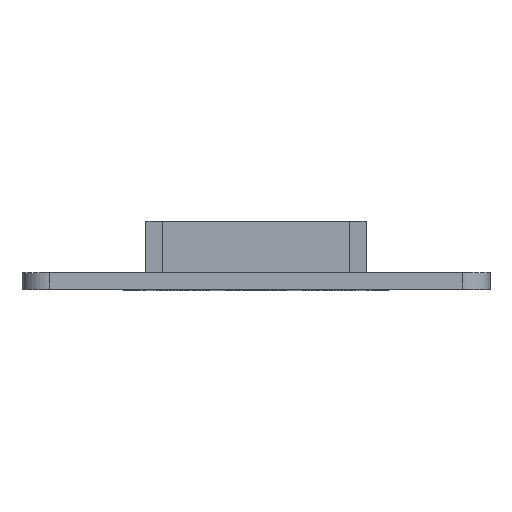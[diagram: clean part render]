
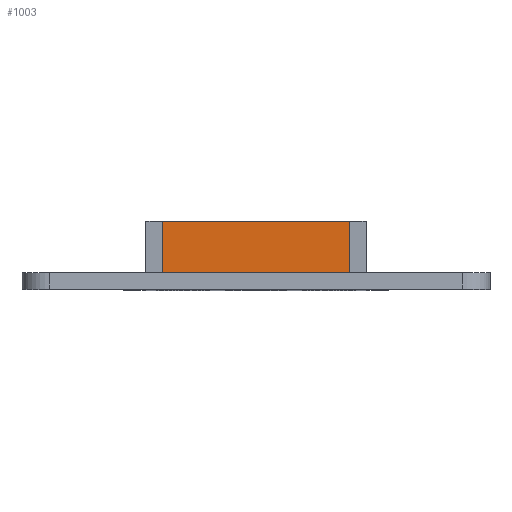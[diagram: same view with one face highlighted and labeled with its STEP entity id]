
A CAD part, top view. The second image highlights one B-rep face of the part: STEP entity #1003.
In plain terms, the highlighted planar face has unit normal (0, 0, 1).
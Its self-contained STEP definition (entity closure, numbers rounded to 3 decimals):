
#26=LINE('',#1510,#116);
#60=LINE('',#1621,#150);
#61=LINE('',#1624,#151);
#62=LINE('',#1625,#152);
#116=VECTOR('',#1209,10.);
#150=VECTOR('',#1309,10.);
#151=VECTOR('',#1312,10.);
#152=VECTOR('',#1313,10.);
#269=FACE_OUTER_BOUND('',#334,.T.);
#334=EDGE_LOOP('',(#782,#783,#784,#785));
#455=VERTEX_POINT('',#1507);
#456=VERTEX_POINT('',#1509);
#500=VERTEX_POINT('',#1617);
#501=VERTEX_POINT('',#1623);
#554=EDGE_CURVE('',#455,#456,#26,.T.);
#610=EDGE_CURVE('',#500,#456,#60,.T.);
#611=EDGE_CURVE('',#455,#501,#61,.T.);
#612=EDGE_CURVE('',#500,#501,#62,.T.);
#782=ORIENTED_EDGE('',*,*,#610,.T.);
#783=ORIENTED_EDGE('',*,*,#554,.F.);
#784=ORIENTED_EDGE('',*,*,#611,.T.);
#785=ORIENTED_EDGE('',*,*,#612,.F.);
#966=PLANE('',#1104);
#1003=ADVANCED_FACE('',(#269),#966,.T.);
#1104=AXIS2_PLACEMENT_3D('',#1622,#1310,#1311);
#1209=DIRECTION('',(-1.,0.,0.));
#1309=DIRECTION('',(0.,-1.,0.));
#1310=DIRECTION('center_axis',(0.,0.,1.));
#1311=DIRECTION('ref_axis',(1.,0.,0.));
#1312=DIRECTION('',(0.,1.,0.));
#1313=DIRECTION('',(1.,0.,0.));
#1507=CARTESIAN_POINT('',(37.,3.,30.));
#1509=CARTESIAN_POINT('',(3.,3.,30.));
#1510=CARTESIAN_POINT('',(10.,3.,30.));
#1617=CARTESIAN_POINT('',(3.,12.5,30.));
#1621=CARTESIAN_POINT('',(3.,3.875,30.));
#1622=CARTESIAN_POINT('Origin',(0.,0.,30.));
#1623=CARTESIAN_POINT('',(37.,12.5,30.));
#1624=CARTESIAN_POINT('',(37.,3.875,30.));
#1625=CARTESIAN_POINT('',(0.,12.5,30.));
